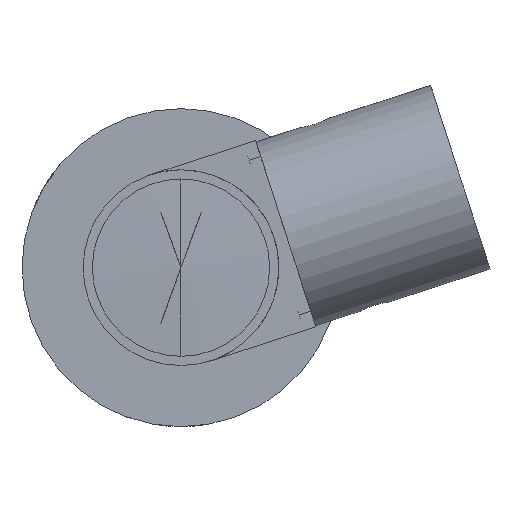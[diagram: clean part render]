
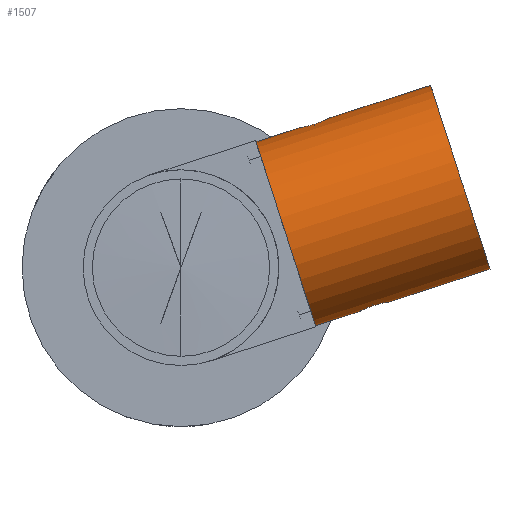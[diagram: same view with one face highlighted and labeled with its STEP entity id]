
A CAD part, left-side view. The second image highlights one B-rep face of the part: STEP entity #1507.
In plain terms, the highlighted cylindrical face has radius 7.9 mm (diameter 15.8 mm), a partial arc.
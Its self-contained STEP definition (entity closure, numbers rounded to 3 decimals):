
#17 = CARTESIAN_POINT ( 'NONE',  ( 75.897, -9.763, 11.451 ) ) ;
#20 = CARTESIAN_POINT ( 'NONE',  ( 75.533, -9.948, 11.483 ) ) ;
#82 = ORIENTED_EDGE ( 'NONE', *, *, #977, .F. ) ;
#86 = CARTESIAN_POINT ( 'NONE',  ( 76.3, -9.699, 11.441 ) ) ;
#96 = DIRECTION ( 'NONE',  ( 0., -0.951, 0.308 ) ) ;
#126 = CARTESIAN_POINT ( 'NONE',  ( 75.083, -11.23, 11.837 ) ) ;
#171 = VERTEX_POINT ( 'NONE', #1094 ) ;
#172 = EDGE_CURVE ( 'NONE', #478, #1020, #1550, .T. ) ;
#173 = CARTESIAN_POINT ( 'NONE',  ( 76.3, -12.078, 12.21 ) ) ;
#186 = EDGE_CURVE ( 'NONE', #555, #1505, #2745, .T. ) ;
#191 = CARTESIAN_POINT ( 'NONE',  ( 76.137, -14.563, -3.592 ) ) ;
#209 = CARTESIAN_POINT ( 'NONE',  ( 75.975, -16.901, -2.829 ) ) ;
#269 = CARTESIAN_POINT ( 'NONE',  ( 76.3, -14.563, -3.592 ) ) ;
#277 = ORIENTED_EDGE ( 'NONE', *, *, #787, .T. ) ;
#370 = CARTESIAN_POINT ( 'NONE',  ( 75.05, -11.077, 11.782 ) ) ;
#427 = AXIS2_PLACEMENT_3D ( 'NONE', #1454, #2150, #2409 ) ;
#452 = CARTESIAN_POINT ( 'NONE',  ( 76.3, -10.995, -4.746 ) ) ;
#478 = VERTEX_POINT ( 'NONE', #1642 ) ;
#524 = CARTESIAN_POINT ( 'NONE',  ( 75.3, -10.178, 11.53 ) ) ;
#546 = VERTEX_POINT ( 'NONE', #2893 ) ;
#555 = VERTEX_POINT ( 'NONE', #173 ) ;
#585 = DIRECTION ( 'NONE',  ( 0., -0.951, 0.308 ) ) ;
#594 = DIRECTION ( 'NONE',  ( 0., -0.951, 0.308 ) ) ;
#600 = CARTESIAN_POINT ( 'NONE',  ( 75.301, -11.64, 12.003 ) ) ;
#639 = CARTESIAN_POINT ( 'NONE',  ( 75.05, -10.919, 11.731 ) ) ;
#676 = VERTEX_POINT ( 'NONE', #86 ) ;
#688 = CARTESIAN_POINT ( 'NONE',  ( 75.897, -16.877, -2.833 ) ) ;
#744 = CARTESIAN_POINT ( 'NONE',  ( 75.208, -15.129, -3.329 ) ) ;
#756 = CARTESIAN_POINT ( 'NONE',  ( 75.05, -15.721, -3.113 ) ) ;
#787 = EDGE_CURVE ( 'NONE', #2810, #2208, #1724, .T. ) ;
#834 = VECTOR ( 'NONE', #2454, 1000. ) ;
#874 = ORIENTED_EDGE ( 'NONE', *, *, #2699, .F. ) ;
#960 = CARTESIAN_POINT ( 'NONE',  ( 76.3, -25.266, -0.129 ) ) ;
#977 = EDGE_CURVE ( 'NONE', #546, #676, #2807, .T. ) ;
#1020 = VERTEX_POINT ( 'NONE', #960 ) ;
#1023 = ORIENTED_EDGE ( 'NONE', *, *, #2184, .T. ) ;
#1094 = CARTESIAN_POINT ( 'NONE',  ( 75.05, -10.919, 11.731 ) ) ;
#1116 = VECTOR ( 'NONE', #96, 1000. ) ;
#1167 = CARTESIAN_POINT ( 'NONE',  ( 76.3, -14.563, -3.592 ) ) ;
#1176 = ORIENTED_EDGE ( 'NONE', *, *, #2016, .F. ) ;
#1230 = CARTESIAN_POINT ( 'NONE',  ( 75.05, -10.919, 11.731 ) ) ;
#1243 = CARTESIAN_POINT ( 'NONE',  ( 75.05, -15.564, -3.163 ) ) ;
#1261 = CARTESIAN_POINT ( 'NONE',  ( 76.218, -9.699, 11.441 ) ) ;
#1272 = ORIENTED_EDGE ( 'NONE', *, *, #2789, .F. ) ;
#1356 = CARTESIAN_POINT ( 'NONE',  ( 76.3, -8.563, 2.77 ) ) ;
#1362 = VERTEX_POINT ( 'NONE', #2605 ) ;
#1397 = B_SPLINE_CURVE_WITH_KNOTS ( 'NONE', 3,
 ( #2181, #2463, #2920, #209, #688, #2512, #2456, #3170, #1946, #2932, #1956, #1733 ),
 .UNSPECIFIED., .F., .F.,
 ( 4, 2, 2, 2, 2, 4 ),
 ( 0.002, 0.002, 0.002, 0.003, 0.003, 0.004 ),
 .UNSPECIFIED. ) ;
#1454 = CARTESIAN_POINT ( 'NONE',  ( 76.3, -8.563, 2.77 ) ) ;
#1458 = ORIENTED_EDGE ( 'NONE', *, *, #172, .T. ) ;
#1485 = CARTESIAN_POINT ( 'NONE',  ( 75.208, -10.312, 11.56 ) ) ;
#1493 = CARTESIAN_POINT ( 'NONE',  ( 76.3, -10.995, -4.746 ) ) ;
#1505 = VERTEX_POINT ( 'NONE', #1723 ) ;
#1507 = ADVANCED_FACE ( 'NONE', ( #2839 ), #1539, .T. ) ;
#1516 = CARTESIAN_POINT ( 'NONE',  ( 75.083, -15.411, -3.219 ) ) ;
#1539 = CYLINDRICAL_SURFACE ( 'NONE', #1864, 7.9 ) ;
#1550 = LINE ( 'NONE', #1595, #3106 ) ;
#1595 = CARTESIAN_POINT ( 'NONE',  ( 76.3, -10.995, -4.746 ) ) ;
#1642 = CARTESIAN_POINT ( 'NONE',  ( 76.3, -16.941, -2.822 ) ) ;
#1653 = CARTESIAN_POINT ( 'NONE',  ( 76.137, -12.078, 12.21 ) ) ;
#1697 = DIRECTION ( 'NONE',  ( 0., -0.951, 0.308 ) ) ;
#1723 = CARTESIAN_POINT ( 'NONE',  ( 76.3, -20.403, 14.904 ) ) ;
#1724 = LINE ( 'NONE', #452, #2850 ) ;
#1733 = CARTESIAN_POINT ( 'NONE',  ( 75.05, -15.721, -3.113 ) ) ;
#1745 = DIRECTION ( 'NONE',  ( 0., -0.951, 0.308 ) ) ;
#1758 = CARTESIAN_POINT ( 'NONE',  ( 75.301, -15.001, -3.384 ) ) ;
#1807 = EDGE_CURVE ( 'NONE', #1505, #1020, #3148, .T. ) ;
#1864 = AXIS2_PLACEMENT_3D ( 'NONE', #1356, #585, #2099 ) ;
#1872 = CARTESIAN_POINT ( 'NONE',  ( 76.3, -12.078, 12.21 ) ) ;
#1899 = CARTESIAN_POINT ( 'NONE',  ( 75.532, -11.851, 12.098 ) ) ;
#1946 = CARTESIAN_POINT ( 'NONE',  ( 75.208, -16.328, -2.941 ) ) ;
#1956 = CARTESIAN_POINT ( 'NONE',  ( 75.05, -15.879, -3.062 ) ) ;
#1990 = B_SPLINE_CURVE_WITH_KNOTS ( 'NONE', 3,
 ( #2270, #1261, #1992, #2981, #17, #2489, #20, #524, #1485, #2249, #2231, #1230 ),
 .UNSPECIFIED., .F., .F.,
 ( 4, 2, 2, 2, 2, 4 ),
 ( 0.002, 0.002, 0.002, 0.003, 0.003, 0.004 ),
 .UNSPECIFIED. ) ;
#1992 = CARTESIAN_POINT ( 'NONE',  ( 76.135, -9.708, 11.442 ) ) ;
#2016 = EDGE_CURVE ( 'NONE', #478, #1362, #1397, .T. ) ;
#2099 = DIRECTION ( 'NONE',  ( 0., 0.308, 0.951 ) ) ;
#2150 = DIRECTION ( 'NONE',  ( 0., -0.951, 0.308 ) ) ;
#2181 = CARTESIAN_POINT ( 'NONE',  ( 76.3, -16.941, -2.822 ) ) ;
#2184 = EDGE_CURVE ( 'NONE', #546, #2810, #3030, .T. ) ;
#2208 = VERTEX_POINT ( 'NONE', #1167 ) ;
#2231 = CARTESIAN_POINT ( 'NONE',  ( 75.05, -10.762, 11.68 ) ) ;
#2245 = DIRECTION ( 'NONE',  ( 0., 0.308, 0.951 ) ) ;
#2249 = CARTESIAN_POINT ( 'NONE',  ( 75.083, -10.605, 11.635 ) ) ;
#2270 = CARTESIAN_POINT ( 'NONE',  ( 76.3, -9.699, 11.441 ) ) ;
#2273 = ORIENTED_EDGE ( 'NONE', *, *, #1807, .F. ) ;
#2287 = ORIENTED_EDGE ( 'NONE', *, *, #186, .F. ) ;
#2327 = CARTESIAN_POINT ( 'NONE',  ( 76.3, -6.131, 10.287 ) ) ;
#2370 = CARTESIAN_POINT ( 'NONE',  ( 75.972, -12.048, 12.195 ) ) ;
#2409 = DIRECTION ( 'NONE',  ( 0., 0.308, 0.951 ) ) ;
#2454 = DIRECTION ( 'NONE',  ( 0., -0.951, 0.308 ) ) ;
#2456 = CARTESIAN_POINT ( 'NONE',  ( 75.533, -16.693, -2.865 ) ) ;
#2463 = CARTESIAN_POINT ( 'NONE',  ( 76.218, -16.941, -2.822 ) ) ;
#2480 = CARTESIAN_POINT ( 'NONE',  ( 75.532, -14.79, -3.48 ) ) ;
#2489 = CARTESIAN_POINT ( 'NONE',  ( 75.67, -9.857, 11.467 ) ) ;
#2512 = CARTESIAN_POINT ( 'NONE',  ( 75.67, -16.784, -2.849 ) ) ;
#2584 = CARTESIAN_POINT ( 'NONE',  ( 75.208, -11.512, 11.948 ) ) ;
#2605 = CARTESIAN_POINT ( 'NONE',  ( 75.05, -15.721, -3.113 ) ) ;
#2688 = B_SPLINE_CURVE_WITH_KNOTS ( 'NONE', 3,
 ( #639, #370, #126, #2584, #600, #1899, #2821, #2370, #1653, #1872 ),
 .UNSPECIFIED., .F., .F.,
 ( 4, 2, 2, 2, 4 ),
 ( 0.004, 0.004, 0.005, 0.005, 0.006 ),
 .UNSPECIFIED. ) ;
#2699 = EDGE_CURVE ( 'NONE', #171, #555, #2688, .T. ) ;
#2709 = CARTESIAN_POINT ( 'NONE',  ( 76.3, -22.835, 7.387 ) ) ;
#2714 = CARTESIAN_POINT ( 'NONE',  ( 75.671, -14.705, -3.521 ) ) ;
#2745 = LINE ( 'NONE', #2327, #1116 ) ;
#2752 = EDGE_CURVE ( 'NONE', #676, #171, #1990, .T. ) ;
#2789 = EDGE_CURVE ( 'NONE', #1362, #2208, #3094, .T. ) ;
#2807 = LINE ( 'NONE', #3160, #834 ) ;
#2810 = VERTEX_POINT ( 'NONE', #1493 ) ;
#2821 = CARTESIAN_POINT ( 'NONE',  ( 75.671, -11.935, 12.139 ) ) ;
#2839 = FACE_OUTER_BOUND ( 'NONE', #2917, .T. ) ;
#2850 = VECTOR ( 'NONE', #1697, 1000. ) ;
#2893 = CARTESIAN_POINT ( 'NONE',  ( 76.3, -6.131, 10.287 ) ) ;
#2917 = EDGE_LOOP ( 'NONE', ( #1023, #277, #1272, #1176, #1458, #2273, #2287, #874, #3105, #82 ) ) ;
#2920 = CARTESIAN_POINT ( 'NONE',  ( 76.135, -16.933, -2.824 ) ) ;
#2932 = CARTESIAN_POINT ( 'NONE',  ( 75.083, -16.035, -3.017 ) ) ;
#2957 = CARTESIAN_POINT ( 'NONE',  ( 75.972, -14.592, -3.577 ) ) ;
#2981 = CARTESIAN_POINT ( 'NONE',  ( 75.975, -9.74, 11.447 ) ) ;
#3002 = AXIS2_PLACEMENT_3D ( 'NONE', #2709, #1745, #2245 ) ;
#3030 = CIRCLE ( 'NONE', #427, 7.9 ) ;
#3094 = B_SPLINE_CURVE_WITH_KNOTS ( 'NONE', 3,
 ( #756, #1243, #1516, #744, #1758, #2480, #2714, #2957, #191, #269 ),
 .UNSPECIFIED., .F., .F.,
 ( 4, 2, 2, 2, 4 ),
 ( 0.004, 0.004, 0.005, 0.005, 0.006 ),
 .UNSPECIFIED. ) ;
#3105 = ORIENTED_EDGE ( 'NONE', *, *, #2752, .F. ) ;
#3106 = VECTOR ( 'NONE', #594, 1000. ) ;
#3148 = CIRCLE ( 'NONE', #3002, 7.9 ) ;
#3160 = CARTESIAN_POINT ( 'NONE',  ( 76.3, -6.131, 10.287 ) ) ;
#3170 = CARTESIAN_POINT ( 'NONE',  ( 75.3, -16.463, -2.911 ) ) ;
